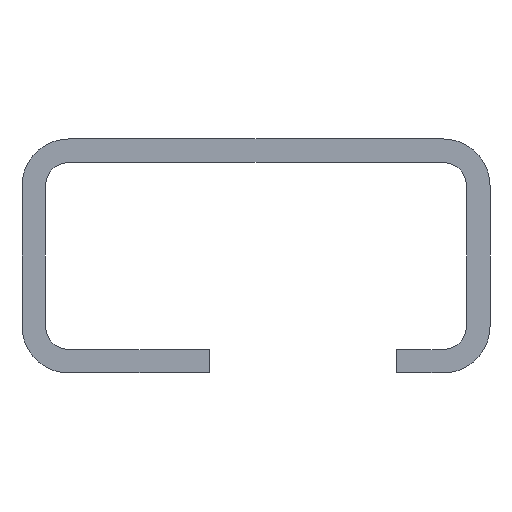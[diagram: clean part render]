
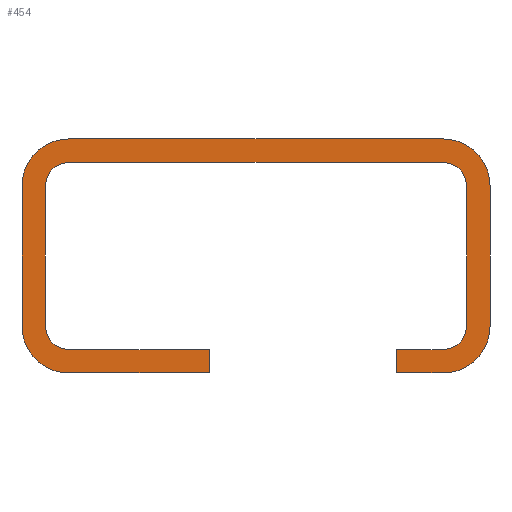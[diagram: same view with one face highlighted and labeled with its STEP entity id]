
A CAD part, front view. The second image highlights one B-rep face of the part: STEP entity #454.
In plain terms, the highlighted planar face has unit normal (0, -1, 0).
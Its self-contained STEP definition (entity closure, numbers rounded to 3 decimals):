
#1=DIRECTION('',(0.,0.,-1.));
#2=VECTOR('',#1,9.);
#3=CARTESIAN_POINT('',(-28.5,0.,-3.));
#4=LINE('',#3,#2);
#5=DIRECTION('',(1.,0.,0.));
#6=VECTOR('',#5,9.);
#7=CARTESIAN_POINT('',(-27.,0.,-13.5));
#8=LINE('',#7,#6);
#9=DIRECTION('',(0.,0.,-1.));
#10=VECTOR('',#9,1.5);
#11=CARTESIAN_POINT('',(-18.,0.,-13.5));
#12=LINE('',#11,#10);
#13=DIRECTION('',(-1.,0.,0.));
#14=VECTOR('',#13,9.);
#15=CARTESIAN_POINT('',(-18.,0.,-15.));
#16=LINE('',#15,#14);
#17=CARTESIAN_POINT('',(-27.,0.,-12.));
#18=DIRECTION('',(0.,-1.,0.));
#19=DIRECTION('',(-1.,0.,0.));
#20=AXIS2_PLACEMENT_3D('',#17,#18,#19);
#22=DIRECTION('',(0.,0.,1.));
#23=VECTOR('',#22,9.);
#24=CARTESIAN_POINT('',(-30.,0.,-12.));
#25=LINE('',#24,#23);
#26=CARTESIAN_POINT('',(-27.,0.,-3.));
#27=DIRECTION('',(0.,-1.,0.));
#28=DIRECTION('',(0.,0.,1.));
#29=AXIS2_PLACEMENT_3D('',#26,#27,#28);
#31=DIRECTION('',(1.,0.,0.));
#32=VECTOR('',#31,24.);
#33=CARTESIAN_POINT('',(-27.,0.,0.));
#34=LINE('',#33,#32);
#35=CARTESIAN_POINT('',(-3.,0.,-3.));
#36=DIRECTION('',(0.,-1.,0.));
#37=DIRECTION('',(1.,0.,0.));
#38=AXIS2_PLACEMENT_3D('',#35,#36,#37);
#40=DIRECTION('',(0.,0.,-1.));
#41=VECTOR('',#40,9.);
#42=CARTESIAN_POINT('',(0.,0.,-3.));
#43=LINE('',#42,#41);
#44=CARTESIAN_POINT('',(-3.,0.,-12.));
#45=DIRECTION('',(0.,-1.,0.));
#46=DIRECTION('',(0.,0.,-1.));
#47=AXIS2_PLACEMENT_3D('',#44,#45,#46);
#49=DIRECTION('',(-1.,0.,0.));
#50=VECTOR('',#49,3.);
#51=CARTESIAN_POINT('',(-3.,0.,-15.));
#52=LINE('',#51,#50);
#53=DIRECTION('',(0.,0.,1.));
#54=VECTOR('',#53,1.5);
#55=CARTESIAN_POINT('',(-6.,0.,-15.));
#56=LINE('',#55,#54);
#57=DIRECTION('',(1.,0.,0.));
#58=VECTOR('',#57,3.);
#59=CARTESIAN_POINT('',(-6.,0.,-13.5));
#60=LINE('',#59,#58);
#61=DIRECTION('',(0.,0.,1.));
#62=VECTOR('',#61,9.);
#63=CARTESIAN_POINT('',(-1.5,0.,-12.));
#64=LINE('',#63,#62);
#65=DIRECTION('',(-1.,0.,0.));
#66=VECTOR('',#65,24.);
#67=CARTESIAN_POINT('',(-3.,0.,-1.5));
#68=LINE('',#67,#66);
#77=CARTESIAN_POINT('',(-27.,0.,-3.));
#78=DIRECTION('',(0.,1.,0.));
#79=DIRECTION('',(-1.,0.,0.));
#80=AXIS2_PLACEMENT_3D('',#77,#78,#79);
#105=CARTESIAN_POINT('',(-3.,0.,-3.));
#106=DIRECTION('',(0.,1.,0.));
#107=DIRECTION('',(0.,0.,1.));
#108=AXIS2_PLACEMENT_3D('',#105,#106,#107);
#123=CARTESIAN_POINT('',(-3.,0.,-12.));
#124=DIRECTION('',(0.,1.,0.));
#125=DIRECTION('',(1.,0.,0.));
#126=AXIS2_PLACEMENT_3D('',#123,#124,#125);
#297=CARTESIAN_POINT('',(-27.,0.,-12.));
#298=DIRECTION('',(0.,1.,0.));
#299=DIRECTION('',(0.,0.,-1.));
#300=AXIS2_PLACEMENT_3D('',#297,#298,#299);
#311=CARTESIAN_POINT('',(-6.,0.,-15.));
#312=CARTESIAN_POINT('',(-6.,0.,-13.5));
#313=VERTEX_POINT('',#311);
#314=VERTEX_POINT('',#312);
#315=CARTESIAN_POINT('',(-18.,0.,-13.5));
#316=CARTESIAN_POINT('',(-18.,0.,-15.));
#317=VERTEX_POINT('',#315);
#318=VERTEX_POINT('',#316);
#327=CARTESIAN_POINT('',(-30.,0.,-12.));
#328=CARTESIAN_POINT('',(-27.,0.,-15.));
#329=VERTEX_POINT('',#327);
#330=VERTEX_POINT('',#328);
#335=CARTESIAN_POINT('',(-27.,0.,0.));
#336=CARTESIAN_POINT('',(-30.,0.,-3.));
#337=VERTEX_POINT('',#335);
#338=VERTEX_POINT('',#336);
#343=CARTESIAN_POINT('',(-3.,0.,-15.));
#344=CARTESIAN_POINT('',(0.,0.,-12.));
#345=VERTEX_POINT('',#343);
#346=VERTEX_POINT('',#344);
#351=CARTESIAN_POINT('',(0.,0.,-3.));
#352=CARTESIAN_POINT('',(-3.,0.,0.));
#353=VERTEX_POINT('',#351);
#354=VERTEX_POINT('',#352);
#359=CARTESIAN_POINT('',(-28.5,0.,-3.));
#361=VERTEX_POINT('',#359);
#363=CARTESIAN_POINT('',(-27.,0.,-1.5));
#365=VERTEX_POINT('',#363);
#367=CARTESIAN_POINT('',(-27.,0.,-13.5));
#369=VERTEX_POINT('',#367);
#371=CARTESIAN_POINT('',(-28.5,0.,-12.));
#373=VERTEX_POINT('',#371);
#375=CARTESIAN_POINT('',(-3.,0.,-1.5));
#377=VERTEX_POINT('',#375);
#379=CARTESIAN_POINT('',(-1.5,0.,-3.));
#381=VERTEX_POINT('',#379);
#383=CARTESIAN_POINT('',(-1.5,0.,-12.));
#385=VERTEX_POINT('',#383);
#387=CARTESIAN_POINT('',(-3.,0.,-13.5));
#389=VERTEX_POINT('',#387);
#407=CARTESIAN_POINT('',(0.,0.,0.));
#408=DIRECTION('',(0.,1.,0.));
#409=DIRECTION('',(0.,0.,-1.));
#410=AXIS2_PLACEMENT_3D('',#407,#408,#409);
#411=PLANE('',#410);
#413=ORIENTED_EDGE('',*,*,#412,.T.);
#415=ORIENTED_EDGE('',*,*,#414,.F.);
#417=ORIENTED_EDGE('',*,*,#416,.T.);
#419=ORIENTED_EDGE('',*,*,#418,.T.);
#421=ORIENTED_EDGE('',*,*,#420,.T.);
#423=ORIENTED_EDGE('',*,*,#422,.F.);
#425=ORIENTED_EDGE('',*,*,#424,.T.);
#427=ORIENTED_EDGE('',*,*,#426,.F.);
#429=ORIENTED_EDGE('',*,*,#428,.T.);
#431=ORIENTED_EDGE('',*,*,#430,.F.);
#433=ORIENTED_EDGE('',*,*,#432,.T.);
#435=ORIENTED_EDGE('',*,*,#434,.F.);
#437=ORIENTED_EDGE('',*,*,#436,.T.);
#439=ORIENTED_EDGE('',*,*,#438,.T.);
#441=ORIENTED_EDGE('',*,*,#440,.T.);
#443=ORIENTED_EDGE('',*,*,#442,.F.);
#445=ORIENTED_EDGE('',*,*,#444,.T.);
#447=ORIENTED_EDGE('',*,*,#446,.F.);
#449=ORIENTED_EDGE('',*,*,#448,.T.);
#451=ORIENTED_EDGE('',*,*,#450,.F.);
#452=EDGE_LOOP('',(#413,#415,#417,#419,#421,#423,#425,#427,#429,#431,#433,#435,
#437,#439,#441,#443,#445,#447,#449,#451));
#453=FACE_OUTER_BOUND('',#452,.F.);
#454=ADVANCED_FACE('',(#453),#411,.F.);
#21=CIRCLE('',#20,3.);
#30=CIRCLE('',#29,3.);
#39=CIRCLE('',#38,3.);
#48=CIRCLE('',#47,3.);
#81=CIRCLE('',#80,1.5);
#109=CIRCLE('',#108,1.5);
#127=CIRCLE('',#126,1.5);
#301=CIRCLE('',#300,1.5);
#412=EDGE_CURVE('',#361,#373,#4,.T.);
#414=EDGE_CURVE('',#369,#373,#301,.T.);
#416=EDGE_CURVE('',#369,#317,#8,.T.);
#418=EDGE_CURVE('',#317,#318,#12,.T.);
#420=EDGE_CURVE('',#318,#330,#16,.T.);
#422=EDGE_CURVE('',#329,#330,#21,.T.);
#424=EDGE_CURVE('',#329,#338,#25,.T.);
#426=EDGE_CURVE('',#337,#338,#30,.T.);
#428=EDGE_CURVE('',#337,#354,#34,.T.);
#430=EDGE_CURVE('',#353,#354,#39,.T.);
#432=EDGE_CURVE('',#353,#346,#43,.T.);
#434=EDGE_CURVE('',#345,#346,#48,.T.);
#436=EDGE_CURVE('',#345,#313,#52,.T.);
#438=EDGE_CURVE('',#313,#314,#56,.T.);
#440=EDGE_CURVE('',#314,#389,#60,.T.);
#442=EDGE_CURVE('',#385,#389,#127,.T.);
#444=EDGE_CURVE('',#385,#381,#64,.T.);
#446=EDGE_CURVE('',#377,#381,#109,.T.);
#448=EDGE_CURVE('',#377,#365,#68,.T.);
#450=EDGE_CURVE('',#361,#365,#81,.T.);
